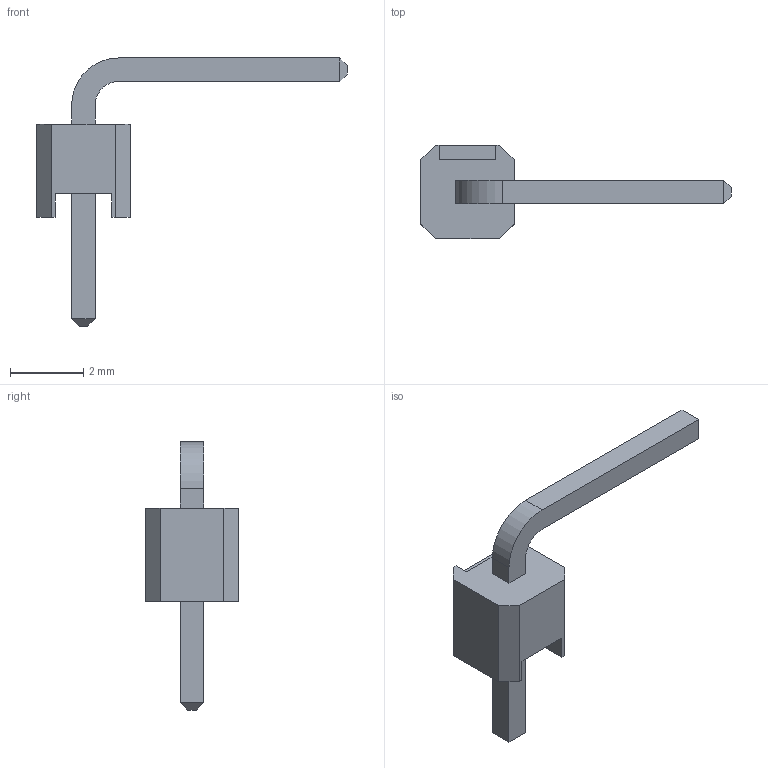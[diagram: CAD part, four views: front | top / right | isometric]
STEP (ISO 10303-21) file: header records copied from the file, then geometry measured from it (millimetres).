
FILE_DESCRIPTION(('FreeCAD Model'),'2;1');
FILE_NAME( 'jum 2.54x1.step' ,'2019-02-25T21:08:11',('Author'),(''), 'Open CASCADE STEP processor 7.2','FreeCAD','Unknown');
FILE_SCHEMA(('AUTOMOTIVE_DESIGN { 1 0 10303 214 1 1 1 1 }'));
Length unit declared in the file: millimetre
Products named in the file (2): Chamfer003; Fillet001
Bounding box: 8.45 x 2.54 x 7.3 mm (x, y, z)
Volume: 17.7 mm3; surface area: 76.5 mm2
Topology: 2 solids, 2 shells, 40 faces, 100 edges, 64 vertices
Faces by surface type: plane 38, cylinder 2
Entity records: 2742 total; most frequent: CARTESIAN_POINT 433, DIRECTION 358, LINE 264, VECTOR 264, ORIENTED_EDGE 200, PCURVE 200, DEFINITIONAL_REPRESENTATION 200, EDGE_CURVE 100
